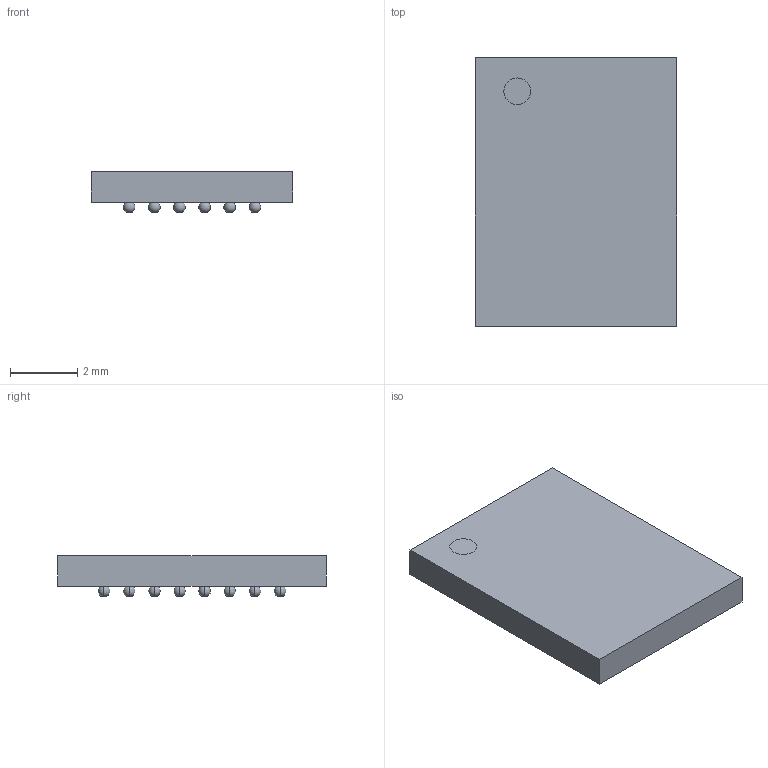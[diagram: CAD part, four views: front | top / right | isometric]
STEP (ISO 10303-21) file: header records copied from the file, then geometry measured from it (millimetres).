
FILE_DESCRIPTION((''),'2;1');
FILE_NAME('BGA48C75P6X8_600X800X120.stp','2013-04-25T17:18:57',(''),(''),'Mechanical Desktop 2011','Mechanical Desktop 2011',', , ');
FILE_SCHEMA(('AUTOMOTIVE_DESIGN { 1 2 10303 214 1 1 1 1 }'));
Length unit declared in the file: millimetre
Products named in the file (1): Product
Bounding box: 6 x 8 x 1.2 mm (x, y, z)
Volume: 44.2 mm3; surface area: 141 mm2
Topology: 50 solids, 50 shells, 205 faces, 408 edges, 304 vertices
Faces by surface type: plane 105, sphere 96, cylinder 4
Entity records: 5705 total; most frequent: DIRECTION 1212, CARTESIAN_POINT 918, ORIENTED_EDGE 816, AXIS2_PLACEMENT_3D 598, EDGE_CURVE 408, CIRCLE 392, VERTEX_POINT 304, EDGE_LOOP 206
